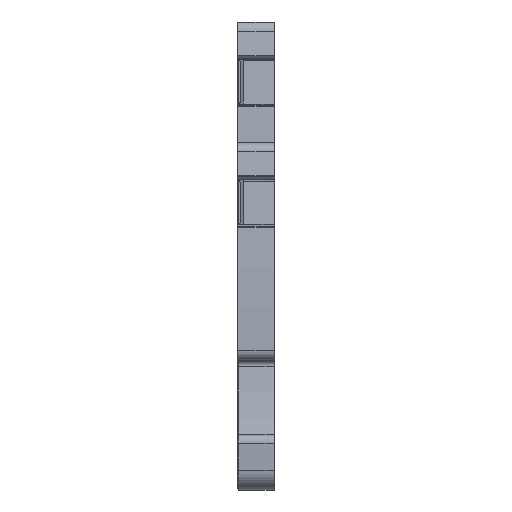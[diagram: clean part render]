
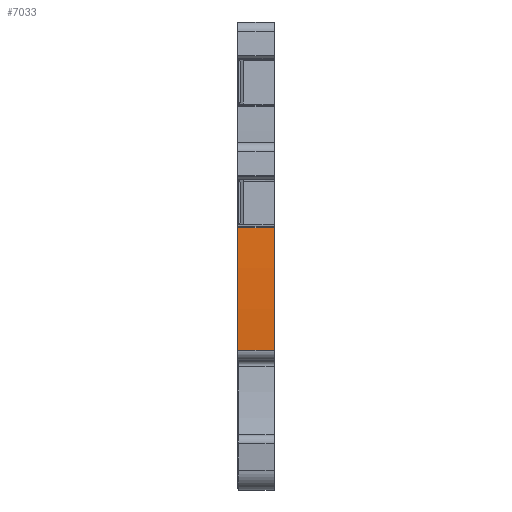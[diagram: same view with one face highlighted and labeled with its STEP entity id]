
A CAD part, front view. The second image highlights one B-rep face of the part: STEP entity #7033.
In plain terms, the highlighted cylindrical face has radius 122.2 mm (diameter 244.4 mm), a partial arc.
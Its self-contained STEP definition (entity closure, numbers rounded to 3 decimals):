
#879=AXIS2_PLACEMENT_3D('Circle Axis2P3D',#877,#878,$) ;
#6368=AXIS2_PLACEMENT_3D('Cylinder Axis2P3D',#6365,#6366,#6367) ;
#7017=AXIS2_PLACEMENT_3D('Circle Axis2P3D',#7015,#7016,$) ;
#874=CARTESIAN_POINT('Vertex',(3.5,1.748,25.212)) ;
#877=CARTESIAN_POINT('Axis2P3D Location',(3.5,123.675,17.05)) ;
#881=CARTESIAN_POINT('Vertex',(3.5,1.529,13.42)) ;
#6365=CARTESIAN_POINT('Axis2P3D Location',(1.75,123.675,17.05)) ;
#7000=CARTESIAN_POINT('Vertex',(0.,1.748,25.212)) ;
#7003=CARTESIAN_POINT('Line Origine',(1.75,1.748,25.212)) ;
#7015=CARTESIAN_POINT('Axis2P3D Location',(0.,123.675,17.05)) ;
#7019=CARTESIAN_POINT('Vertex',(0.,1.529,13.42)) ;
#7022=CARTESIAN_POINT('Line Origine',(1.75,1.529,13.42)) ;
#878=DIRECTION('Axis2P3D Direction',(1.,0.,0.)) ;
#6366=DIRECTION('Axis2P3D Direction',(1.,0.,0.)) ;
#6367=DIRECTION('Axis2P3D XDirection',(0.,-0.992,0.126)) ;
#7004=DIRECTION('Vector Direction',(1.,0.,0.)) ;
#7016=DIRECTION('Axis2P3D Direction',(1.,0.,0.)) ;
#7023=DIRECTION('Vector Direction',(1.,0.,0.)) ;
#7005=VECTOR('Line Direction',#7004,1.) ;
#7024=VECTOR('Line Direction',#7023,1.) ;
#7028=ORIENTED_EDGE('',*,*,#7021,.T.) ;
#7029=ORIENTED_EDGE('',*,*,#7026,.F.) ;
#7030=ORIENTED_EDGE('',*,*,#883,.F.) ;
#7031=ORIENTED_EDGE('',*,*,#7007,.T.) ;
#7033=ADVANCED_FACE('V1',(#7032),#6369,.T.) ;
#880=CIRCLE('generated circle',#879,122.2) ;
#7018=CIRCLE('generated circle',#7017,122.2) ;
#6369=CYLINDRICAL_SURFACE('generated cylinder',#6368,122.2) ;
#883=EDGE_CURVE('',#875,#882,#880,.T.) ;
#7007=EDGE_CURVE('',#875,#7001,#7006,.F.) ;
#7021=EDGE_CURVE('',#7001,#7020,#7018,.T.) ;
#7026=EDGE_CURVE('',#882,#7020,#7025,.F.) ;
#7027=EDGE_LOOP('',(#7028,#7029,#7030,#7031)) ;
#7032=FACE_OUTER_BOUND('',#7027,.T.) ;
#7006=LINE('Line',#7003,#7005) ;
#7025=LINE('Line',#7022,#7024) ;
#875=VERTEX_POINT('',#874) ;
#882=VERTEX_POINT('',#881) ;
#7001=VERTEX_POINT('',#7000) ;
#7020=VERTEX_POINT('',#7019) ;
